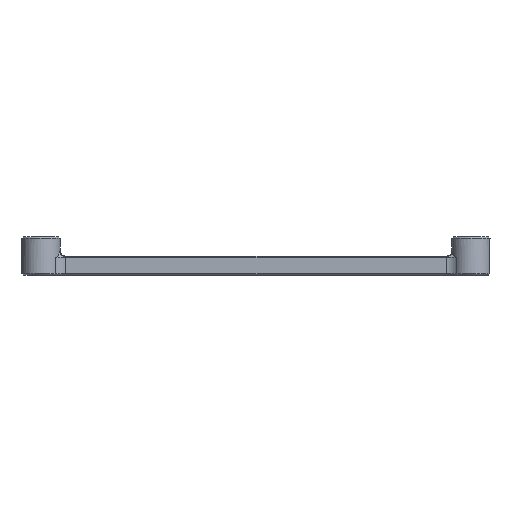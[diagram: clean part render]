
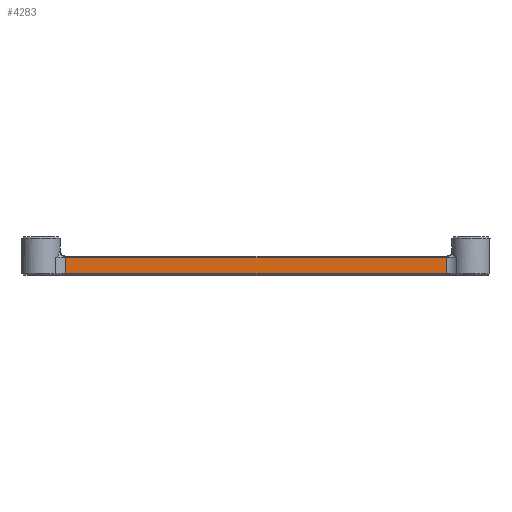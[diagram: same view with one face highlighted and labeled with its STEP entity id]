
A CAD part, left-side view. The second image highlights one B-rep face of the part: STEP entity #4283.
In plain terms, the highlighted planar face has unit normal (-1, 0, 0).
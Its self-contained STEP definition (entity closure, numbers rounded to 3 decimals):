
#4244=CARTESIAN_POINT('',(301.255,89.695,-4.));
#4245=DIRECTION('',(1.,0.,0.));
#4246=DIRECTION('',(0.,0.,-1.));
#4247=AXIS2_PLACEMENT_3D('',#4244,#4245,#4246);
#4248=PLANE('',#4247);
#4249=CARTESIAN_POINT('',(301.255,129.454,-0.3));
#4250=VERTEX_POINT('',#4249);
#4251=CARTESIAN_POINT('',(301.255,129.454,-3.7));
#4252=VERTEX_POINT('',#4251);
#4253=CARTESIAN_POINT('',(301.255,129.454,-0.3));
#4254=DIRECTION('',(-0.,-0.,-1.));
#4255=VECTOR('',#4254,3.4);
#4256=LINE('',#4253,#4255);
#4257=EDGE_CURVE('',#4250,#4252,#4256,.T.);
#4258=ORIENTED_EDGE('',*,*,#4257,.T.);
#4259=CARTESIAN_POINT('',(301.255,49.746,-3.7));
#4260=VERTEX_POINT('',#4259);
#4261=CARTESIAN_POINT('',(301.255,129.454,-3.7));
#4262=DIRECTION('',(0.,-1.,0.));
#4263=VECTOR('',#4262,79.708);
#4264=LINE('',#4261,#4263);
#4265=EDGE_CURVE('',#4252,#4260,#4264,.T.);
#4266=ORIENTED_EDGE('',*,*,#4265,.T.);
#4267=CARTESIAN_POINT('',(301.255,49.746,-0.3));
#4268=VERTEX_POINT('',#4267);
#4269=CARTESIAN_POINT('',(301.255,49.746,-3.7));
#4270=DIRECTION('',(0.,0.,1.));
#4271=VECTOR('',#4270,3.4);
#4272=LINE('',#4269,#4271);
#4273=EDGE_CURVE('',#4260,#4268,#4272,.T.);
#4274=ORIENTED_EDGE('',*,*,#4273,.T.);
#4275=CARTESIAN_POINT('',(301.255,49.746,-0.3));
#4276=DIRECTION('',(0.,1.,0.));
#4277=VECTOR('',#4276,79.708);
#4278=LINE('',#4275,#4277);
#4279=EDGE_CURVE('',#4268,#4250,#4278,.T.);
#4280=ORIENTED_EDGE('',*,*,#4279,.T.);
#4281=EDGE_LOOP('',(#4258,#4266,#4274,#4280));
#4282=FACE_BOUND('',#4281,.T.);
#4283=ADVANCED_FACE('',(#4282),#4248,.F.);
